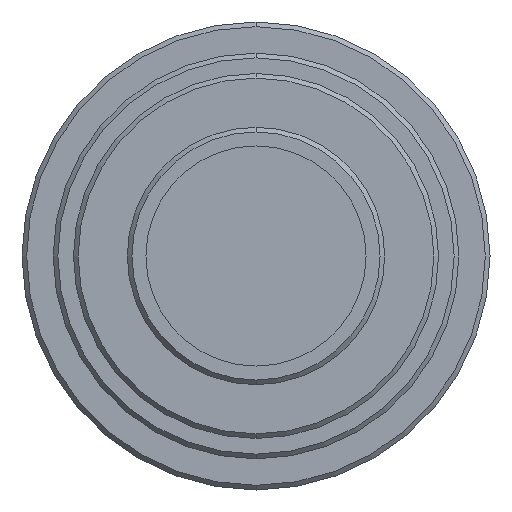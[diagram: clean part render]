
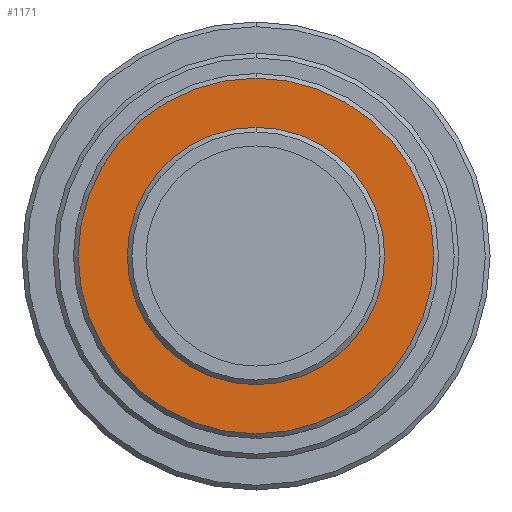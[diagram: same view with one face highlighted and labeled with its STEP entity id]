
A CAD part, front view. The second image highlights one B-rep face of the part: STEP entity #1171.
In plain terms, the highlighted planar face has unit normal (0, -1, 0).
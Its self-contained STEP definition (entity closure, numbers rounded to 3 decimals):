
#18 = CARTESIAN_POINT ( 'NONE',  ( 0., 18.8, 0. ) ) ;
#62 = EDGE_CURVE ( 'NONE', #523, #773, #1253, .T. ) ;
#77 = PLANE ( 'NONE',  #1068 ) ;
#85 = CIRCLE ( 'NONE', #1281, 8.25 ) ;
#110 = EDGE_CURVE ( 'NONE', #740, #1360, #85, .T. ) ;
#170 = CARTESIAN_POINT ( 'NONE',  ( 0., 18.8, 0. ) ) ;
#215 = AXIS2_PLACEMENT_3D ( 'NONE', #170, #610, #1294 ) ;
#369 = DIRECTION ( 'NONE',  ( 0., -1., 0. ) ) ;
#375 = DIRECTION ( 'NONE',  ( 0., 0., -1. ) ) ;
#394 = CIRCLE ( 'NONE', #1396, 8.25 ) ;
#462 = CARTESIAN_POINT ( 'NONE',  ( 0., 18.8, 0. ) ) ;
#469 = DIRECTION ( 'NONE',  ( 0., -1., 0. ) ) ;
#507 = CARTESIAN_POINT ( 'NONE',  ( 0., 18.8, -8.25 ) ) ;
#523 = VERTEX_POINT ( 'NONE', #1243 ) ;
#595 = DIRECTION ( 'NONE',  ( 0., 0., -1. ) ) ;
#610 = DIRECTION ( 'NONE',  ( 0., -1., 0. ) ) ;
#625 = EDGE_CURVE ( 'NONE', #1360, #740, #394, .T. ) ;
#673 = DIRECTION ( 'NONE',  ( 0., -1., 0. ) ) ;
#740 = VERTEX_POINT ( 'NONE', #507 ) ;
#761 = FACE_OUTER_BOUND ( 'NONE', #1163, .T. ) ;
#762 = EDGE_CURVE ( 'NONE', #773, #523, #920, .T. ) ;
#773 = VERTEX_POINT ( 'NONE', #948 ) ;
#780 = DIRECTION ( 'NONE',  ( 0., 0., -1. ) ) ;
#860 = DIRECTION ( 'NONE',  ( 0., -1., 0. ) ) ;
#903 = CARTESIAN_POINT ( 'NONE',  ( 0., 18.8, 0. ) ) ;
#920 = CIRCLE ( 'NONE', #215, 11.4 ) ;
#948 = CARTESIAN_POINT ( 'NONE',  ( 0., 18.8, 11.4 ) ) ;
#961 = DIRECTION ( 'NONE',  ( 0., 0., -1. ) ) ;
#1068 = AXIS2_PLACEMENT_3D ( 'NONE', #1201, #860, #961 ) ;
#1096 = FACE_BOUND ( 'NONE', #1318, .T. ) ;
#1118 = CARTESIAN_POINT ( 'NONE',  ( 0., 18.8, 8.25 ) ) ;
#1149 = ORIENTED_EDGE ( 'NONE', *, *, #110, .F. ) ;
#1151 = ORIENTED_EDGE ( 'NONE', *, *, #625, .F. ) ;
#1163 = EDGE_LOOP ( 'NONE', ( #1182, #1285 ) ) ;
#1171 = ADVANCED_FACE ( 'NONE', ( #761, #1096 ), #77, .T. ) ;
#1182 = ORIENTED_EDGE ( 'NONE', *, *, #762, .T. ) ;
#1192 = AXIS2_PLACEMENT_3D ( 'NONE', #18, #469, #595 ) ;
#1201 = CARTESIAN_POINT ( 'NONE',  ( 11.7, 18.8, 0. ) ) ;
#1243 = CARTESIAN_POINT ( 'NONE',  ( 0., 18.8, -11.4 ) ) ;
#1253 = CIRCLE ( 'NONE', #1192, 11.4 ) ;
#1281 = AXIS2_PLACEMENT_3D ( 'NONE', #462, #673, #780 ) ;
#1285 = ORIENTED_EDGE ( 'NONE', *, *, #62, .T. ) ;
#1294 = DIRECTION ( 'NONE',  ( 0., 0., -1. ) ) ;
#1318 = EDGE_LOOP ( 'NONE', ( #1149, #1151 ) ) ;
#1360 = VERTEX_POINT ( 'NONE', #1118 ) ;
#1396 = AXIS2_PLACEMENT_3D ( 'NONE', #903, #369, #375 ) ;
